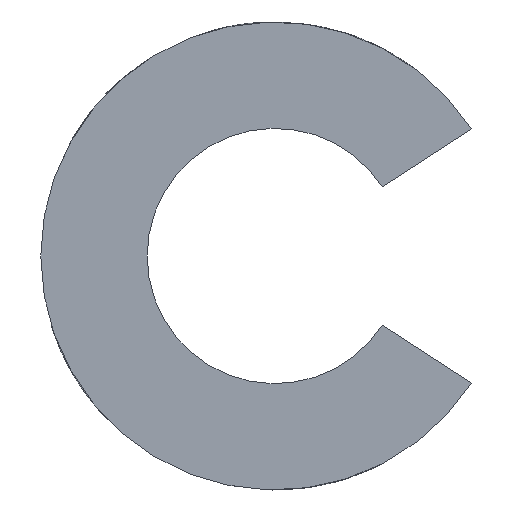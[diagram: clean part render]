
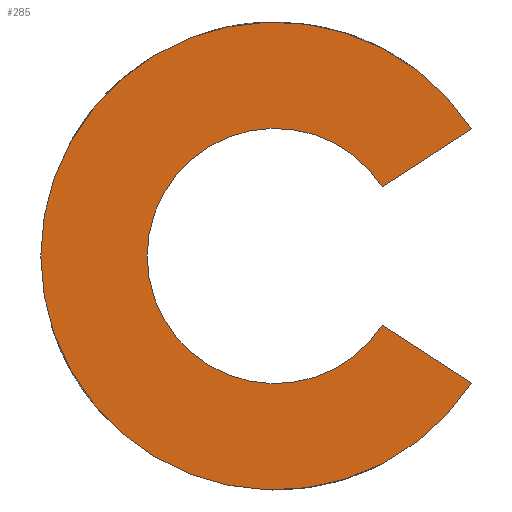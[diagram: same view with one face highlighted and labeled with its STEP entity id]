
A CAD part, left-side view. The second image highlights one B-rep face of the part: STEP entity #285.
In plain terms, the highlighted planar face has unit normal (-1, 0, 0).
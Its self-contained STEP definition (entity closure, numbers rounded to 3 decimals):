
#285 = ADVANCED_FACE( '', ( #587 ), #588, .T. );
#587 = FACE_OUTER_BOUND( '', #903, .T. );
#588 = PLANE( '', #904 );
#903 = EDGE_LOOP( '', ( #1589, #1590, #1591, #1592 ) );
#904 = AXIS2_PLACEMENT_3D( '', #1593, #1594, #1595 );
#1589 = ORIENTED_EDGE( '', *, *, #1962, .F. );
#1590 = ORIENTED_EDGE( '', *, *, #2102, .T. );
#1591 = ORIENTED_EDGE( '', *, *, #1930, .T. );
#1592 = ORIENTED_EDGE( '', *, *, #2058, .T. );
#1593 = CARTESIAN_POINT( '', ( 0., 11., 0. ) );
#1594 = DIRECTION( '', ( -1., 0., 0. ) );
#1595 = DIRECTION( '', ( 0., 0., 1. ) );
#1930 = EDGE_CURVE( '', #2327, #2328, #2329, .T. );
#1962 = EDGE_CURVE( '', #2377, #2379, #2380, .T. );
#2058 = EDGE_CURVE( '', #2328, #2379, #2518, .T. );
#2102 = EDGE_CURVE( '', #2377, #2327, #2566, .T. );
#2327 = VERTEX_POINT( '', #2856 );
#2328 = VERTEX_POINT( '', #2857 );
#2329 = CIRCLE( '', #2858, 6. );
#2377 = VERTEX_POINT( '', #2925 );
#2379 = VERTEX_POINT( '', #2928 );
#2380 = CIRCLE( '', #2929, 11. );
#2518 = LINE( '', #3113, #3114 );
#2566 = LINE( '', #3181, #3182 );
#2856 = CARTESIAN_POINT( '', ( 0., -5.043, -3.252 ) );
#2857 = CARTESIAN_POINT( '', ( 0., -5.043, 3.252 ) );
#2858 = AXIS2_PLACEMENT_3D( '', #3415, #3416, #3417 );
#2925 = CARTESIAN_POINT( '', ( 0., -9.236, -5.975 ) );
#2928 = CARTESIAN_POINT( '', ( 0., -9.236, 5.975 ) );
#2929 = AXIS2_PLACEMENT_3D( '', #3450, #3451, #3452 );
#3113 = CARTESIAN_POINT( '', ( 0., -5.04, 3.25 ) );
#3114 = VECTOR( '', #3583, 1000. );
#3181 = CARTESIAN_POINT( '', ( 0., -9.236, -5.975 ) );
#3182 = VECTOR( '', #3615, 1000. );
#3415 = CARTESIAN_POINT( '', ( 0., 0., 0. ) );
#3416 = DIRECTION( '', ( 1., 0., 0. ) );
#3417 = DIRECTION( '', ( 0., 0., -1. ) );
#3450 = CARTESIAN_POINT( '', ( 0., 0., 0. ) );
#3451 = DIRECTION( '', ( 1., 0., 0. ) );
#3452 = DIRECTION( '', ( 0., 0., -1. ) );
#3583 = DIRECTION( '', ( 0., -0.839, 0.545 ) );
#3615 = DIRECTION( '', ( 0., 0.839, 0.545 ) );
